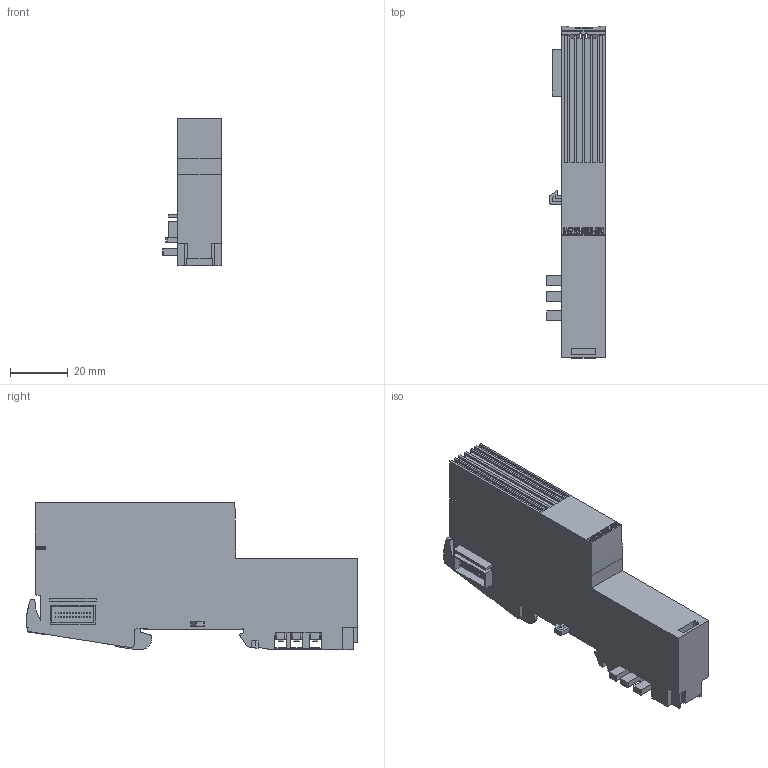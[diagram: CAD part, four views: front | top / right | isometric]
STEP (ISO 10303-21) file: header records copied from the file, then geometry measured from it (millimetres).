
FILE_DESCRIPTION(/* description */ (''),/* implementation_level */ '2;1');
FILE_NAME(/* name */ '6AG2193-6BN00-4BA0_3d.stp',/* time_stamp */ '2025-05-19T09:36:12+02:00',/* author */ (''),/* organization */ (''),/* preprocessor_version */ 'ST-DEVELOPER v20',/* originating_system */ 'SIEMENS PLM Software NX2406.8300',/* authorisation */ '');
FILE_SCHEMA (('AUTOMOTIVE_DESIGN { 1 0 10303 214 3 1 1 1 }'));
Products named in the file (3): A5E54564357A_RS-AA_001_2-labeling; A5E54558429A_RS-AA_001_1-BOX; A5E54567182A_RS-AA_001_5-CAx_6AG21936BN004BA0
Assembly tree (2 placements, depth 2):
  A5E54567182A_RS-AA_001_5-CAx_6AG21936BN004BA0
    A5E54558429A_RS-AA_001_1-BOX
    A5E54564357A_RS-AA_001_2-labeling
Bounding box: 20.4 x 115.04 x 51.22 mm (x, y, z)
Volume: 56323.8 mm3; surface area: 22501.2 mm2
Topology: 50 solids, 50 shells, 1640 faces, 4376 edges, 2902 vertices
Faces by surface type: plane 1259, extrusion 258, cylinder 123
Entity records: 62215 total; most frequent: CARTESIAN_POINT 16359, ORIENTED_EDGE 8742, DIRECTION 6826, EDGE_CURVE 4371, VECTOR 3344, LINE 3086, VERTEX_POINT 2902, EDGE_LOOP 1785
